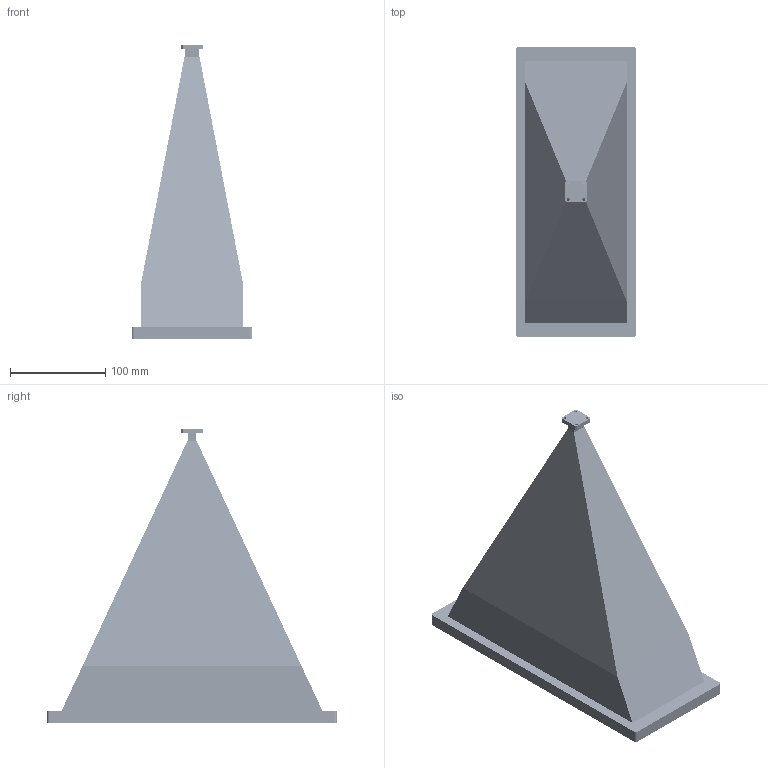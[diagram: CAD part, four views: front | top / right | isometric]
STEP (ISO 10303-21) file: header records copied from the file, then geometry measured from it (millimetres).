
FILE_DESCRIPTION (( 'STEP AP214' ), '1' );
FILE_NAME ('SAK-AL233243-42-C2.STEP', '2018-02-12T18:21:24', ( '' ), ( '' ), 'SwSTEP 2.0', 'SolidWorks 2016', '' );
FILE_SCHEMA (( 'AUTOMOTIVE_DESIGN' ));
Length unit declared in the file: inch
Products named in the file (1): SAK-AL233243-42-C2
Bounding box: 127 x 304.8 x 310.2 mm (x, y, z)
Volume: 3914218.6 mm3; surface area: 267993.2 mm2
Topology: 40 solids, 42 shells, 2683 faces, 7588 edges, 4952 vertices
Faces by surface type: cylinder 1155, plane 746, cone 665, bspline 117
Entity records: 191445 total; most frequent: CARTESIAN_POINT 92633, ORIENTED_EDGE 15360, DIRECTION 10762, EDGE_CURVE 7680, VERTEX_POINT 5063, AXIS2_PLACEMENT_3D 3945, EDGE_LOOP 2876, VECTOR 2872
